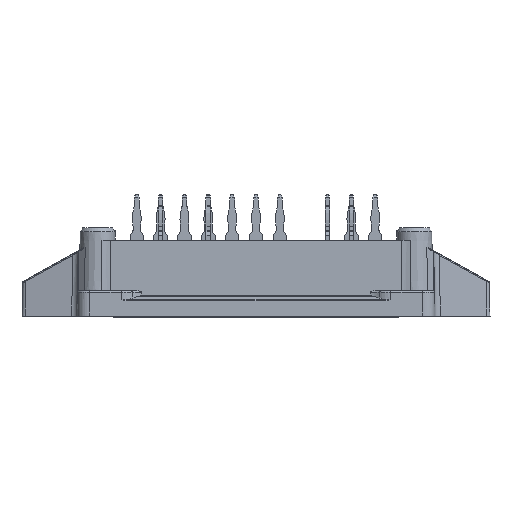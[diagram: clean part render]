
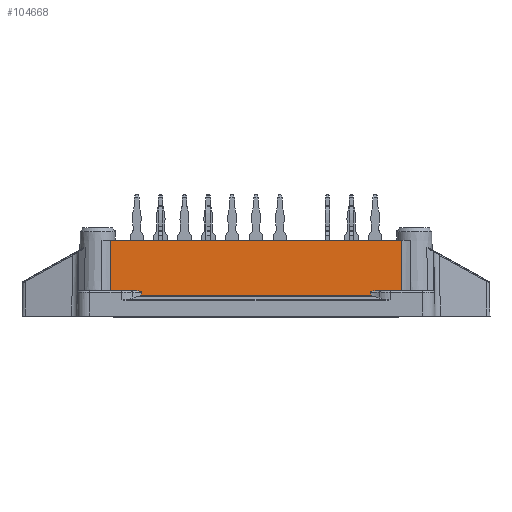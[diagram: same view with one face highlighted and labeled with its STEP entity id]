
A CAD part, front view. The second image highlights one B-rep face of the part: STEP entity #104668.
In plain terms, the highlighted planar face has unit normal (0, -1, 0.018).
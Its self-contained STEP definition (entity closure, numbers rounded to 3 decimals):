
#5391=B_SPLINE_CURVE_WITH_KNOTS('',3,(#144696,#144697,#144698,#144699),
 .UNSPECIFIED.,.F.,.F.,(4,4),(0.001,0.001),
 .UNSPECIFIED.);
#5392=B_SPLINE_CURVE_WITH_KNOTS('',3,(#144704,#144705,#144706,#144707),
 .UNSPECIFIED.,.F.,.F.,(4,4),(0.,0.001),
 .UNSPECIFIED.);
#5393=B_SPLINE_CURVE_WITH_KNOTS('',3,(#144709,#144710,#144711,#144712,#144713,
#144714,#144715,#144716),.UNSPECIFIED.,.F.,.F.,(4,1,1,1,1,4),(0.,
0.,0.,0.,0.001,
0.001),.UNSPECIFIED.);
#5394=B_SPLINE_CURVE_WITH_KNOTS('',3,(#144720,#144721,#144722,#144723),
 .UNSPECIFIED.,.F.,.F.,(4,4),(0.,0.007),.UNSPECIFIED.);
#5395=B_SPLINE_CURVE_WITH_KNOTS('',3,(#144724,#144725,#144726,#144727),
 .UNSPECIFIED.,.F.,.F.,(4,4),(0.,0.007),
 .UNSPECIFIED.);
#5396=B_SPLINE_CURVE_WITH_KNOTS('',3,(#144731,#144732,#144733,#144734,#144735,
#144736,#144737),.UNSPECIFIED.,.F.,.F.,(4,1,1,1,4),(0.,0.,
0.001,0.001,0.001),
 .UNSPECIFIED.);
#8059=ORIENTED_EDGE('',*,*,#30314,.F.);
#8060=ORIENTED_EDGE('',*,*,#30315,.T.);
#8061=ORIENTED_EDGE('',*,*,#30316,.F.);
#8062=ORIENTED_EDGE('',*,*,#30317,.T.);
#8063=ORIENTED_EDGE('',*,*,#30318,.T.);
#8064=ORIENTED_EDGE('',*,*,#30319,.T.);
#8065=ORIENTED_EDGE('',*,*,#28719,.F.);
#8066=ORIENTED_EDGE('',*,*,#30320,.T.);
#8067=ORIENTED_EDGE('',*,*,#30321,.F.);
#8068=ORIENTED_EDGE('',*,*,#30322,.T.);
#28719=EDGE_CURVE('',#39907,#39908,#46675,.T.);
#30314=EDGE_CURVE('',#41405,#41406,#5391,.T.);
#30315=EDGE_CURVE('',#41405,#41407,#47423,.T.);
#30316=EDGE_CURVE('',#41408,#41407,#5392,.T.);
#30317=EDGE_CURVE('',#41408,#41409,#5393,.T.);
#30318=EDGE_CURVE('',#41409,#41410,#47424,.T.);
#30319=EDGE_CURVE('',#41410,#39908,#5394,.T.);
#30320=EDGE_CURVE('',#39907,#41411,#5395,.T.);
#30321=EDGE_CURVE('',#41412,#41411,#47425,.T.);
#30322=EDGE_CURVE('',#41412,#41406,#5396,.T.);
#39907=VERTEX_POINT('',#140896);
#39908=VERTEX_POINT('',#140898);
#41405=VERTEX_POINT('',#144700);
#41406=VERTEX_POINT('',#144701);
#41407=VERTEX_POINT('',#144703);
#41408=VERTEX_POINT('',#144708);
#41409=VERTEX_POINT('',#144717);
#41410=VERTEX_POINT('',#144719);
#41411=VERTEX_POINT('',#144728);
#41412=VERTEX_POINT('',#144730);
#46675=LINE('',#140897,#54135);
#47423=LINE('',#144702,#54883);
#47424=LINE('',#144718,#54884);
#47425=LINE('',#144729,#54885);
#54135=VECTOR('',#117486,1000.);
#54883=VECTOR('',#119890,1000.);
#54884=VECTOR('',#119891,1000.);
#54885=VECTOR('',#119892,1000.);
#61680=EDGE_LOOP('',(#8059,#8060,#8061,#8062,#8063,#8064,#8065,#8066,#8067,
#8068));
#66420=FACE_BOUND('',#61680,.T.);
#70939=PLANE('',#110074);
#104668=ADVANCED_FACE('',(#66420),#70939,.T.);
#110074=AXIS2_PLACEMENT_3D('',#144695,#119888,#119889);
#117486=DIRECTION('',(1.,0.,0.));
#119888=DIRECTION('',(0.,-1.,0.017));
#119889=DIRECTION('',(0.,-0.017,-1.));
#119890=DIRECTION('',(1.,0.,0.));
#119891=DIRECTION('',(1.,0.,0.));
#119892=DIRECTION('',(-1.,0.,0.));
#140896=CARTESIAN_POINT('',(-19.525,-27.653,10.2));
#140897=CARTESIAN_POINT('',(-26.5,-27.653,10.2));
#140898=CARTESIAN_POINT('',(19.525,-27.653,10.2));
#144695=CARTESIAN_POINT('',(-26.5,-27.78,2.9));
#144696=CARTESIAN_POINT('',(-15.378,-27.781,2.822));
#144697=CARTESIAN_POINT('',(-15.379,-27.779,2.949));
#144698=CARTESIAN_POINT('',(-15.379,-27.777,3.076));
#144699=CARTESIAN_POINT('',(-15.379,-27.775,3.203));
#144700=CARTESIAN_POINT('',(-15.378,-27.781,2.822));
#144701=CARTESIAN_POINT('',(-15.379,-27.775,3.203));
#144702=CARTESIAN_POINT('',(-26.5,-27.781,2.822));
#144703=CARTESIAN_POINT('',(15.378,-27.781,2.822));
#144704=CARTESIAN_POINT('',(15.379,-27.775,3.203));
#144705=CARTESIAN_POINT('',(15.379,-27.777,3.076));
#144706=CARTESIAN_POINT('',(15.379,-27.779,2.949));
#144707=CARTESIAN_POINT('',(15.378,-27.781,2.822));
#144708=CARTESIAN_POINT('',(15.379,-27.775,3.203));
#144709=CARTESIAN_POINT('',(15.379,-27.775,3.203));
#144710=CARTESIAN_POINT('',(15.379,-27.774,3.235));
#144711=CARTESIAN_POINT('',(15.441,-27.773,3.274));
#144712=CARTESIAN_POINT('',(15.55,-27.773,3.32));
#144713=CARTESIAN_POINT('',(15.702,-27.772,3.361));
#144714=CARTESIAN_POINT('',(15.882,-27.771,3.392));
#144715=CARTESIAN_POINT('',(16.005,-27.771,3.4));
#144716=CARTESIAN_POINT('',(16.067,-27.771,3.4));
#144717=CARTESIAN_POINT('',(16.067,-27.771,3.4));
#144718=CARTESIAN_POINT('',(-26.5,-27.771,3.4));
#144719=CARTESIAN_POINT('',(19.511,-27.771,3.4));
#144720=CARTESIAN_POINT('',(19.511,-27.771,3.4));
#144721=CARTESIAN_POINT('',(19.516,-27.732,5.667));
#144722=CARTESIAN_POINT('',(19.521,-27.692,7.933));
#144723=CARTESIAN_POINT('',(19.525,-27.653,10.2));
#144724=CARTESIAN_POINT('',(-19.525,-27.653,10.2));
#144725=CARTESIAN_POINT('',(-19.521,-27.692,7.933));
#144726=CARTESIAN_POINT('',(-19.516,-27.732,5.667));
#144727=CARTESIAN_POINT('',(-19.511,-27.771,3.4));
#144728=CARTESIAN_POINT('',(-19.511,-27.771,3.4));
#144729=CARTESIAN_POINT('',(-26.5,-27.771,3.4));
#144730=CARTESIAN_POINT('',(-16.067,-27.771,3.4));
#144731=CARTESIAN_POINT('',(-16.067,-27.771,3.4));
#144732=CARTESIAN_POINT('',(-15.944,-27.771,3.4));
#144733=CARTESIAN_POINT('',(-15.762,-27.772,3.377));
#144734=CARTESIAN_POINT('',(-15.549,-27.773,3.32));
#144735=CARTESIAN_POINT('',(-15.44,-27.773,3.273));
#144736=CARTESIAN_POINT('',(-15.379,-27.774,3.235));
#144737=CARTESIAN_POINT('',(-15.379,-27.775,3.203));
